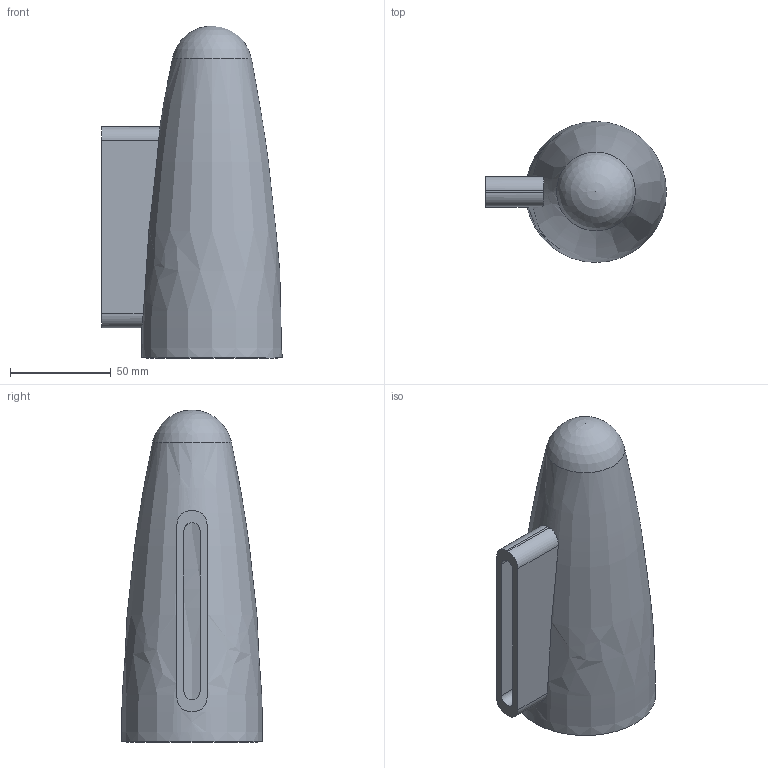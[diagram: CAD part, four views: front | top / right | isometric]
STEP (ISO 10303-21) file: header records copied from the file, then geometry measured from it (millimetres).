
FILE_DESCRIPTION(('FreeCAD Model'),'2;1');
FILE_NAME('Open CASCADE Shape Model','2025-01-20T10:51:43',(''),(''), 'Open CASCADE STEP processor 7.6','FreeCAD','Unknown');
FILE_SCHEMA(('AUTOMOTIVE_DESIGN { 1 0 10303 214 1 1 1 1 }'));
Length unit declared in the file: millimetre
Products named in the file (1): Тіло009
Bounding box: 89.85 x 70 x 165 mm (x, y, z)
Volume: 101486.6 mm3; surface area: 66463 mm2
Topology: 1 solids, 1 shells, 22 faces, 60 edges, 38 vertices
Faces by surface type: plane 12, cylinder 6, revolution 2, sphere 2
Entity records: 979 total; most frequent: CARTESIAN_POINT 402, ORIENTED_EDGE 116, DIRECTION 114, EDGE_CURVE 58, AXIS2_PLACEMENT_3D 43, VERTEX_POINT 38, LINE 26, VECTOR 26
